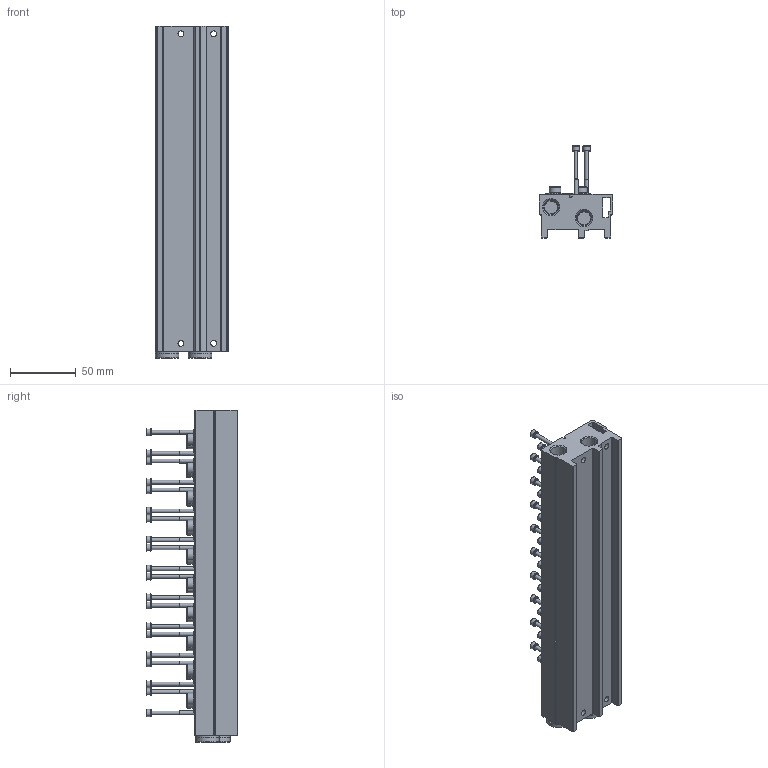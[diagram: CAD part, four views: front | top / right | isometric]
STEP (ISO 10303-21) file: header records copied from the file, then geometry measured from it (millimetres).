
FILE_DESCRIPTION(/* description */ ('STEP AP214'),/* implementation_level */ '2;1');
FILE_NAME(/* name */ '576473_VABM-B10-20S-G14-10-P3',/* time_stamp */ '2024-09-15T21:24:15+02:00',/* author */ ('License CC BY-ND 4.0'),/* organization */ ('CADENAS'),/* preprocessor_version */ 'ST-DEVELOPER v19.3',/* originating_system */ 'PARTsolutions',/* authorisation */ ' ');
FILE_SCHEMA (('AUTOMOTIVE_DESIGN {1 0 10303 214 3 1 1}'));
Length unit declared in the file: millimetre
Products named in the file (5): 576473 VABM-B10-20S-G14-10-P3; 576473 VABM-B10-20S-G14-10-P3---(M); 1715486 VUVS-G18-2---(S); 2833702 F-M3x40-10.9; 3569 B-1/4---(Plug)
Assembly tree (33 placements, depth 2):
  576473 VABM-B10-20S-G14-10-P3
    576473 VABM-B10-20S-G14-10-P3---(M)
    1715486 VUVS-G18-2---(S)  x10
    2833702 F-M3x40-10.9  x20
    3569 B-1/4---(Plug)  x2
Bounding box: 56.1 x 70.1 x 253.2 mm (x, y, z)
Volume: 331013.7 mm3; surface area: 112155.8 mm2
Topology: 33 solids, 33 shells, 1419 faces, 3464 edges, 2205 vertices
Faces by surface type: plane 696, cylinder 405, cone 256, torus 62
Full cylindrical faces by diameter (mm): 2.459 x20, 2.92 x20, 3 x20, 3.242 x1, 3.5 x1, 4.5 x4, 5.5 x20, 6 x40, 8.9 x20, 10.1 x2, 10.8 x20, 11.445 x4, 13.157 x2, 16.2 x2, 18 x4
Entity records: 9208 total; most frequent: CARTESIAN_POINT 1902, DIRECTION 1545, ORIENTED_EDGE 1204, AXIS2_PLACEMENT_3D 630, EDGE_CURVE 602, FACE_BOUND 547, EDGE_LOOP 525, VERTEX_POINT 477
